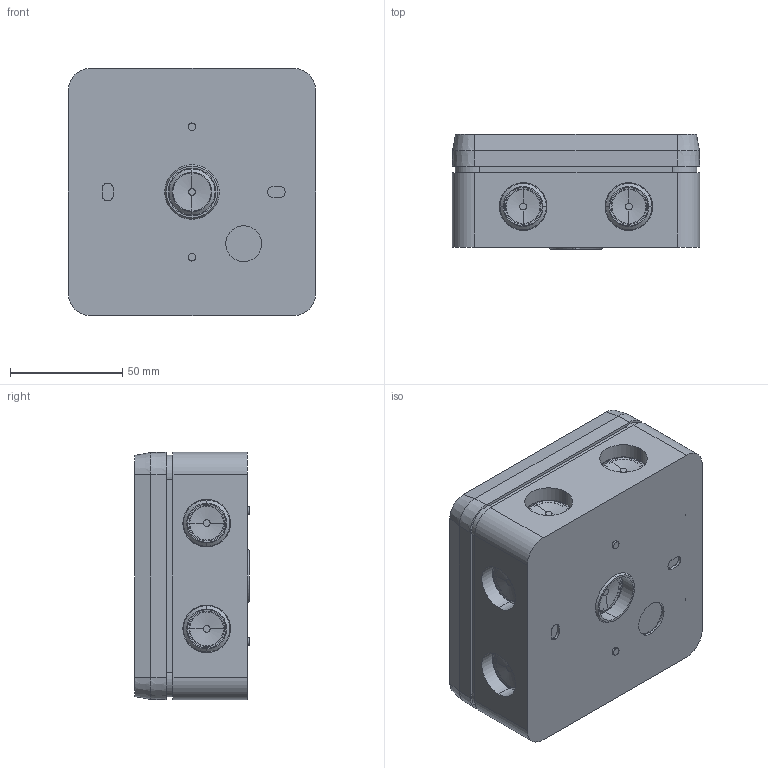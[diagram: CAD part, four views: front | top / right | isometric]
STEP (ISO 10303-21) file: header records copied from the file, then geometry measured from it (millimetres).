
FILE_DESCRIPTION (( 'STEP AP214' ), '1' );
FILE_NAME ('2001810.stp', '2020-12-01T08:30:12', ( '' ), ( '' ), 'SwSTEP 2.0', 'SolidWorks 2020', '' );
FILE_SCHEMA (( 'AUTOMOTIVE_DESIGN' ));
Length unit declared in the file: millimetre
Products named in the file (8): ED170-01_Pg16; EV535-16_Standard; 2001810; ED170-01-02_Pg16; ED170-02_LGR; ED170-05_LGR; ED170-01-01_Pg16; ED170-04_Standard
Assembly tree (10 placements, depth 3):
  2001810
    ED170-01_Pg16
      ED170-01-01_Pg16
      ED170-01-02_Pg16
    ED170-02_LGR
    ED170-04_Standard
    ED170-05_LGR  x4
    EV535-16_Standard
Bounding box: 110 x 51.1 x 110 mm (x, y, z)
Volume: 172556.6 mm3; surface area: 128553.8 mm2
Topology: 28 solids, 28 shells, 1022 faces, 2506 edges, 1640 vertices
Faces by surface type: plane 583, cylinder 318, cone 92, bspline 23, sphere 6
Entity records: 29668 total; most frequent: CARTESIAN_POINT 5463, DIRECTION 5027, ORIENTED_EDGE 4832, EDGE_CURVE 2416, AXIS2_PLACEMENT_3D 1740, VERTEX_POINT 1580, VECTOR 1547, LINE 1547
